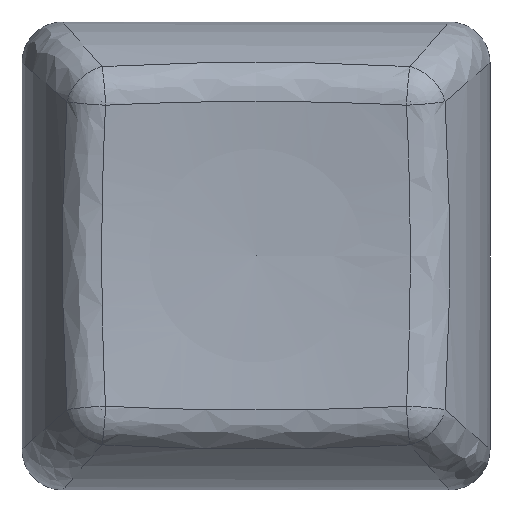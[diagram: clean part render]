
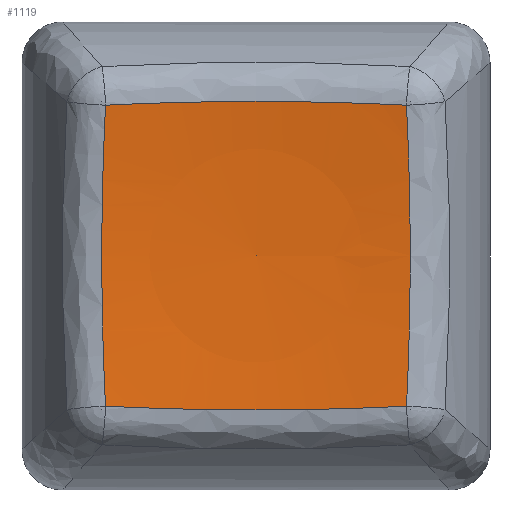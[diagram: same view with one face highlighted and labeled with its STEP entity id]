
A CAD part, top view. The second image highlights one B-rep face of the part: STEP entity #1119.
In plain terms, the highlighted spherical face has radius 66.472 mm.
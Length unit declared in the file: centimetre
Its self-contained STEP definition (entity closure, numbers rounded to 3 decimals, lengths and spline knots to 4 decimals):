
#46=SPHERICAL_SURFACE('',#1235,6.6472);
#75=B_SPLINE_CURVE_WITH_KNOTS('',3,(#2087,#2088,#2089,#2090),
 .UNSPECIFIED.,.F.,.F.,(4,4),(-1.6819,-0.4757),
 .UNSPECIFIED.);
#76=B_SPLINE_CURVE_WITH_KNOTS('',3,(#2092,#2093,#2094,#2095),
 .UNSPECIFIED.,.F.,.F.,(4,4),(-1.6819,-0.4757),
 .UNSPECIFIED.);
#77=B_SPLINE_CURVE_WITH_KNOTS('',3,(#2097,#2098,#2099,#2100),
 .UNSPECIFIED.,.F.,.F.,(4,4),(-1.6819,-0.4757),
 .UNSPECIFIED.);
#78=B_SPLINE_CURVE_WITH_KNOTS('',3,(#2101,#2102,#2103,#2104),
 .UNSPECIFIED.,.F.,.F.,(4,4),(-1.6819,-0.4757),
 .UNSPECIFIED.);
#211=FACE_OUTER_BOUND('',#282,.T.);
#282=EDGE_LOOP('',(#936,#937,#938,#939));
#532=VERTEX_POINT('',#2085);
#533=VERTEX_POINT('',#2086);
#534=VERTEX_POINT('',#2091);
#535=VERTEX_POINT('',#2096);
#675=EDGE_CURVE('',#532,#533,#75,.T.);
#676=EDGE_CURVE('',#534,#532,#76,.T.);
#677=EDGE_CURVE('',#535,#534,#77,.T.);
#678=EDGE_CURVE('',#533,#535,#78,.T.);
#936=ORIENTED_EDGE('',*,*,#675,.F.);
#937=ORIENTED_EDGE('',*,*,#676,.F.);
#938=ORIENTED_EDGE('',*,*,#677,.F.);
#939=ORIENTED_EDGE('',*,*,#678,.F.);
#1119=ADVANCED_FACE('',(#211),#46,.F.);
#1235=AXIS2_PLACEMENT_3D('',#2084,#1516,#1517);
#1516=DIRECTION('center_axis',(0.,0.,1.));
#1517=DIRECTION('ref_axis',(1.,0.,0.));
#2084=CARTESIAN_POINT('Origin',(4.7625,2.8575,7.3202));
#2085=CARTESIAN_POINT('',(5.3505,3.4455,0.7252));
#2086=CARTESIAN_POINT('',(5.3505,2.2695,0.7252));
#2087=CARTESIAN_POINT('Ctrl Pts',(5.3505,3.4455,0.7252));
#2088=CARTESIAN_POINT('Ctrl Pts',(5.3699,3.0548,0.6921));
#2089=CARTESIAN_POINT('Ctrl Pts',(5.3699,2.6602,0.6921));
#2090=CARTESIAN_POINT('Ctrl Pts',(5.3505,2.2695,0.7252));
#2091=CARTESIAN_POINT('',(4.1745,3.4455,0.7252));
#2092=CARTESIAN_POINT('Ctrl Pts',(4.1745,3.4455,0.7252));
#2093=CARTESIAN_POINT('Ctrl Pts',(4.5652,3.4649,0.6921));
#2094=CARTESIAN_POINT('Ctrl Pts',(4.9598,3.4649,0.6921));
#2095=CARTESIAN_POINT('Ctrl Pts',(5.3505,3.4455,0.7252));
#2096=CARTESIAN_POINT('',(4.1745,2.2695,0.7252));
#2097=CARTESIAN_POINT('Ctrl Pts',(4.1745,2.2695,0.7252));
#2098=CARTESIAN_POINT('Ctrl Pts',(4.1551,2.6602,0.6921));
#2099=CARTESIAN_POINT('Ctrl Pts',(4.1551,3.0548,0.6921));
#2100=CARTESIAN_POINT('Ctrl Pts',(4.1745,3.4455,0.7252));
#2101=CARTESIAN_POINT('Ctrl Pts',(5.3505,2.2695,0.7252));
#2102=CARTESIAN_POINT('Ctrl Pts',(4.9598,2.2501,0.6921));
#2103=CARTESIAN_POINT('Ctrl Pts',(4.5652,2.2501,0.6921));
#2104=CARTESIAN_POINT('Ctrl Pts',(4.1745,2.2695,0.7252));
